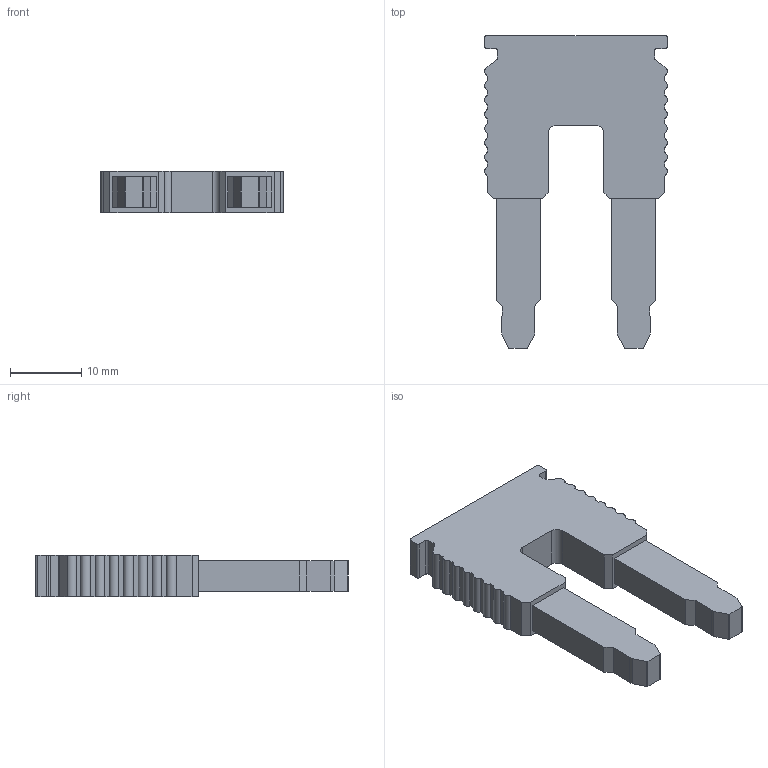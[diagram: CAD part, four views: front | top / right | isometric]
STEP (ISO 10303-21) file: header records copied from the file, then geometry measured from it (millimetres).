
FILE_DESCRIPTION((''),'2;1');
FILE_NAME('PRT0001','2021-11-29T',('ASUS'),(''),'PRO/ENGINEER BY PARAMETRIC TECHNOLOGY CORPORATION, 2013230','PRO/ENGINEER BY PARAMETRIC TECHNOLOGY CORPORATION, 2013230','');
FILE_SCHEMA(('CONFIG_CONTROL_DESIGN'));
Length unit declared in the file: millimetre
Products named in the file (1): PRT0001
Bounding box: 25.6 x 43.8 x 5.8 mm (x, y, z)
Volume: 3836.7 mm3; surface area: 2495.1 mm2
Topology: 1 solids, 1 shells, 92 faces, 264 edges, 176 vertices
Faces by surface type: plane 62, cylinder 30
Entity records: 3046 total; most frequent: CARTESIAN_POINT 532, ORIENTED_EDGE 528, DIRECTION 508, EDGE_CURVE 264, VECTOR 204, LINE 204, VERTEX_POINT 176, AXIS2_PLACEMENT_3D 152
